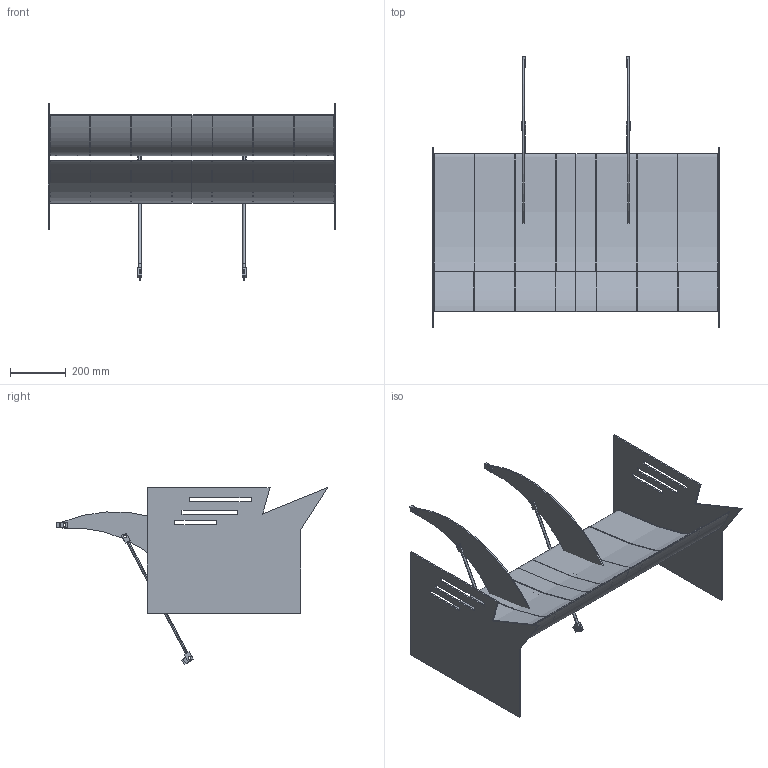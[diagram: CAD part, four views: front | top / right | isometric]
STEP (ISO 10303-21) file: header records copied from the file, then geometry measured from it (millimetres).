
FILE_DESCRIPTION(('CATIA V5 STEP Exchange'),'2;1');
FILE_NAME('rearwing.stp','2018-12-22T19:08:59+00:00',('none'),('none'),'CATIA Version 5 Release 17 (IN-10)','CATIA V5 STEP AP203','none');
FILE_SCHEMA(('CONFIG_CONTROL_DESIGN'));
Length unit declared in the file: millimetre
Products named in the file (11): rearwing; end; rwingrod; swanneck; rmain; Symmetry of end; Symmetry of rmain; rsub; Symmetry of rsub; Symmetry of swanneck; Symmetry of rwingrod
Assembly tree (54 placements, depth 3):
  rearwing
    end
      #62
    rwingrod
      #801  x2
      #1312
      #1481
    swanneck
      #1896
      #3041
    rmain
      #3489
      #6436  x4
      #8638  x2
      #8820
    Symmetry of end
      #9321
    Symmetry of rmain
      #10024
      #12971  x4
      #15173  x2
      #15355
    rsub
      #15856
      #18669  x4
      #20871  x2
    Symmetry of rsub
      #21074
      #23887  x4
      #26089  x2
    Symmetry of swanneck
      #26292
      #27437
    Symmetry of rwingrod
      #27885  x2
      #28396
      #28565
Bounding box: 1030 x 972.1 x 633.12 mm (x, y, z)
Volume: 5029205.5 mm3; surface area: 4761499.9 mm2
Topology: 46 solids, 46 shells, 458 faces, 1046 edges, 685 vertices
Faces by surface type: plane 240, cylinder 168, bspline 50
Entity records: 28875 total; most frequent: CARTESIAN_POINT 21614, ORIENTED_EDGE 1364, DIRECTION 1214, EDGE_CURVE 682, AXIS2_PLACEMENT_3D 492, VERTEX_POINT 448, VECTOR 406, LINE 406
